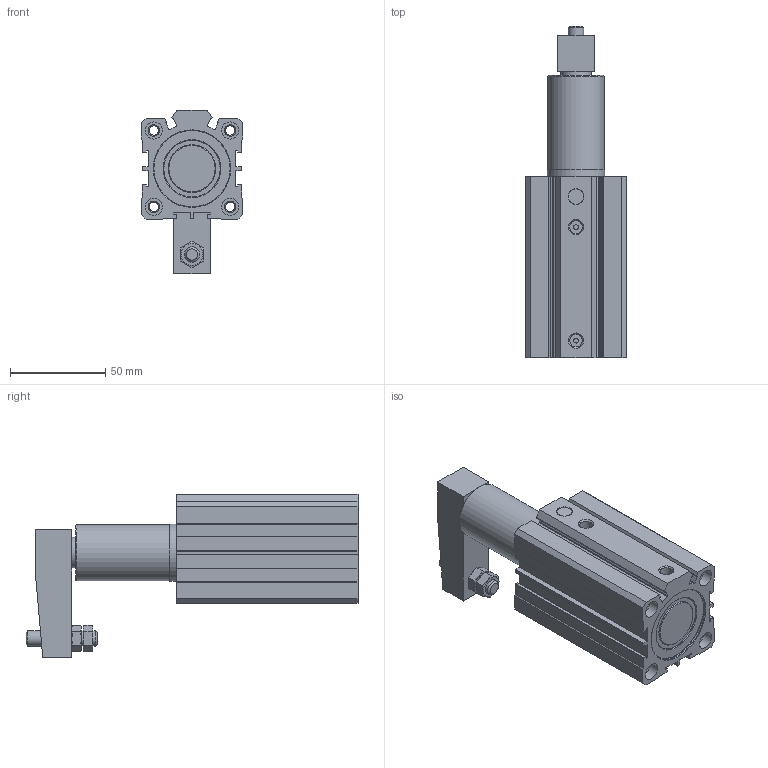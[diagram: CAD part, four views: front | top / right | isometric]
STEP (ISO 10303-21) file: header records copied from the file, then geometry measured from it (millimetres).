
FILE_DESCRIPTION(/* description */ ('STEP AP214'),/* implementation_level */ '2;1');
FILE_NAME(/* name */ 'QCKL40x30S(013.5)',/* time_stamp */ '2023-11-10T13:56:40+01:00',/* author */ ('License CC BY-ND 4.0'),/* organization */ ('CADENAS'),/* preprocessor_version */ 'ST-DEVELOPER v19.3',/* originating_system */ 'PARTsolutions',/* authorisation */ ' ');
FILE_SCHEMA (('AUTOMOTIVE_DESIGN {1 0 10303 214 3 1 1}'));
Length unit declared in the file: millimetre
Products named in the file (4): QCKL40x30S(013.5); QCKL40x30-S(013.5)_r; QCKL40x30-S0_b; QCKL40x30S_013.5d
Assembly tree (3 placements, depth 2):
  QCKL40x30S(013.5)
    QCKL40x30-S(013.5)_r
    QCKL40x30-S0_b
    QCKL40x30S_013.5d
Bounding box: 53 x 174 x 85.5 mm (x, y, z)
Volume: 249109.1 mm3; surface area: 78636.2 mm2
Topology: 2 solids, 2 shells, 243 faces, 572 edges, 374 vertices
Faces by surface type: plane 131, cylinder 85, cone 27
Full cylindrical faces by diameter (mm): 2.5 x2, 4.917 x8, 5 x4, 6.647 x2, 8 x4, 9 x8, 16 x3, 16.5 x1, 25.01 x1, 29.5 x1, 29.51 x1, 30 x1, 40 x4, 42 x2, 44.5 x1
Entity records: 6809 total; most frequent: CARTESIAN_POINT 1237, DIRECTION 1165, ORIENTED_EDGE 1002, EDGE_CURVE 501, AXIS2_PLACEMENT_3D 443, VERTEX_POINT 372, EDGE_LOOP 365, FACE_BOUND 365
